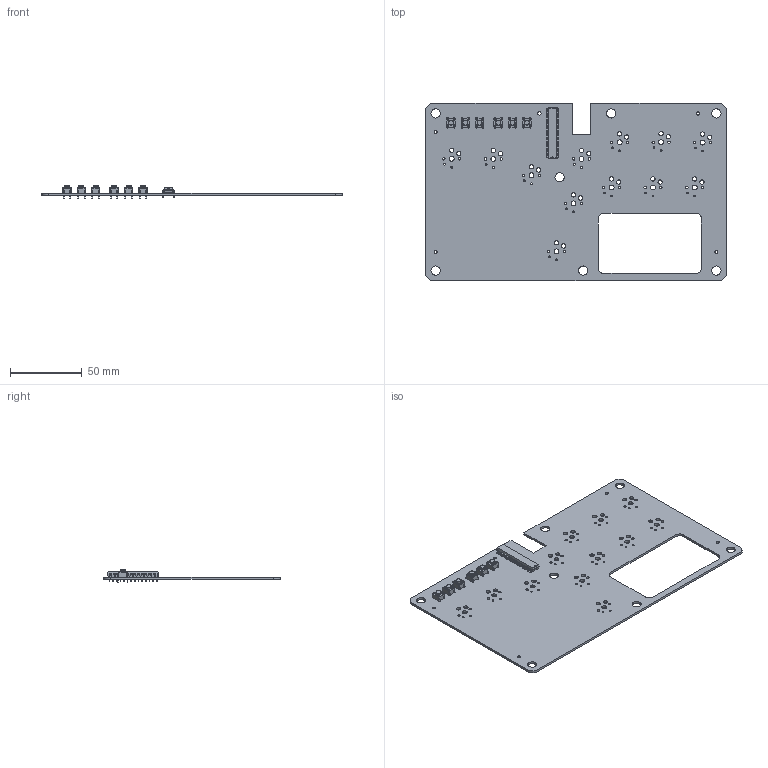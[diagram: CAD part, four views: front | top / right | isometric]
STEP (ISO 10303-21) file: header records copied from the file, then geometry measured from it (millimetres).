
FILE_DESCRIPTION(('KiCad electronic assembly'),'2;1');
FILE_NAME('Flatbox-rev7-pcb.step','2024-06-18T20:07:36',('Pcbnew'),( 'Kicad'),'Open CASCADE STEP processor 7.8','KiCad to STEP converter' ,'Unknown');
FILE_SCHEMA(('AUTOMOTIVE_DESIGN { 1 0 10303 214 1 1 1 1 }'));
Length unit declared in the file: millimetre
Products named in the file (6): Flatbox-rev7-pcb 1; SW_PUSH_6mm_H5mm; SW_PUSH_6mm_h5mm; DIP-28_W7.62mm; Flatbox-rev7_PCB
Assembly tree (10 placements, depth 3):
  Flatbox-rev7-pcb 1
    SW_PUSH_6mm_H5mm  x6
      SW_PUSH_6mm_h5mm
    DIP-28_W7.62mm
      DIP-28_W7.62mm
    Flatbox-rev7_PCB
Bounding box: 210 x 123.6 x 8.5 mm (x, y, z)
Volume: 36819.4 mm3; surface area: 49239.6 mm2
Topology: 8 solids, 8 shells, 1288 faces, 3502 edges, 2260 vertices
Faces by surface type: plane 783, cylinder 459, bspline 40, torus 6
Full cylindrical faces by diameter (mm): 0.8 x28, 1 x24, 1.1 x24, 1.27 x24, 1.702 x24, 2.2 x5, 3 x24, 3.429 x12, 3.5 x6, 6.4 x7
Entity records: 29361 total; most frequent: CARTESIAN_POINT 4692, ORIENTED_EDGE 4234, DIRECTION 4074, EDGE_CURVE 2117, LINE 1590, VECTOR 1590, VERTEX_POINT 1365, AXIS2_PLACEMENT_3D 1242
